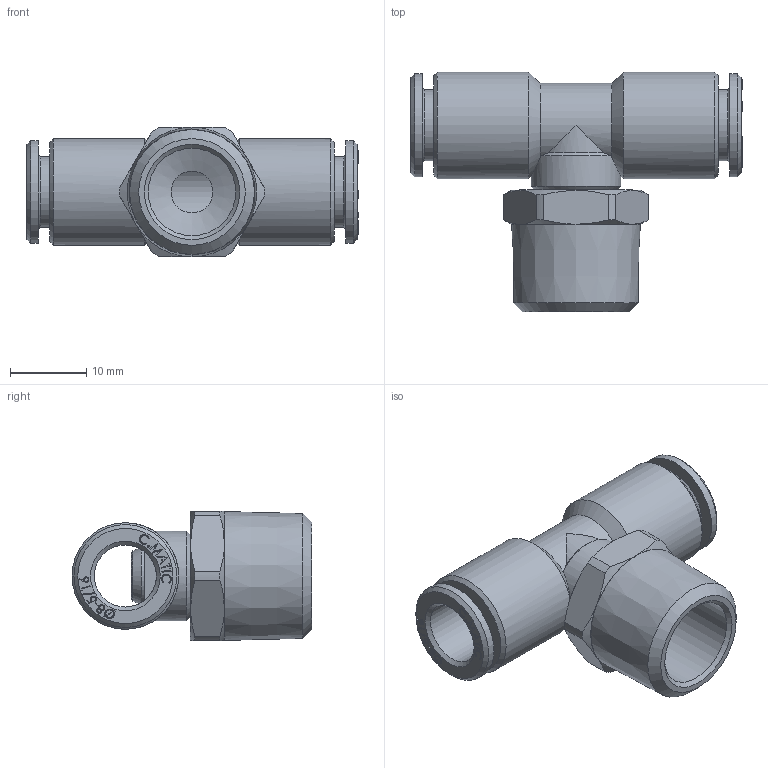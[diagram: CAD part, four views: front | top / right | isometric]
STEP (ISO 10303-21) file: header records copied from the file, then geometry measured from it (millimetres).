
FILE_DESCRIPTION( ( 'STEP AP214' ), '1' );
FILE_NAME( 'psolqas_17320_48.stp', '2021-03-04T17:04:46', ( 'License CC BY-ND 4.0' ), ( 'CADENAS' ), ' ', 'PARTsolutions', ' ' );
FILE_SCHEMA( ( 'AUTOMOTIVE_DESIGN { 1 0 10303 214 1 1 1 1 }' ) );
Length unit declared in the file: metre
Products named in the file (1): NONE
Bounding box: 43.6 x 31.5 x 17 mm (x, y, z)
Volume: 5820.9 mm3; surface area: 5294.3 mm2
Topology: 1 solids, 1 shells, 395 faces, 1017 edges, 671 vertices
Faces by surface type: plane 211, bspline 136, cone 26, cylinder 22
Full cylindrical faces by diameter (mm): 5.5 x1, 7.6 x1, 8.15 x1, 9.3 x2, 11.5 x1, 11.8 x1, 13.5 x2, 14 x2
Entity records: 22365 total; most frequent: CARTESIAN_POINT 10661, ORIENTED_EDGE 1962, DIRECTION 1264, EDGE_CURVE 981, VERTEX_POINT 665, LINE 604, VECTOR 604, EDGE_LOOP 476
